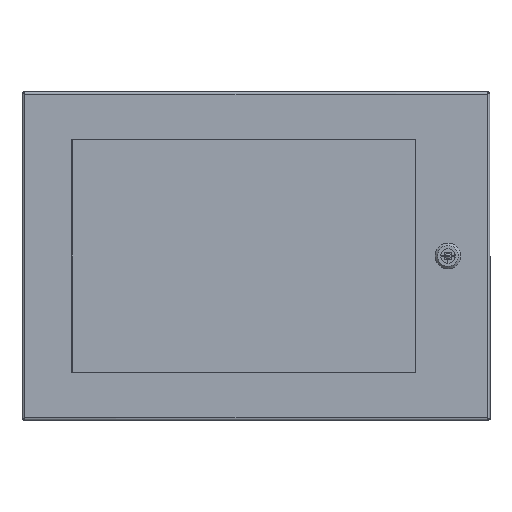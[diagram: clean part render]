
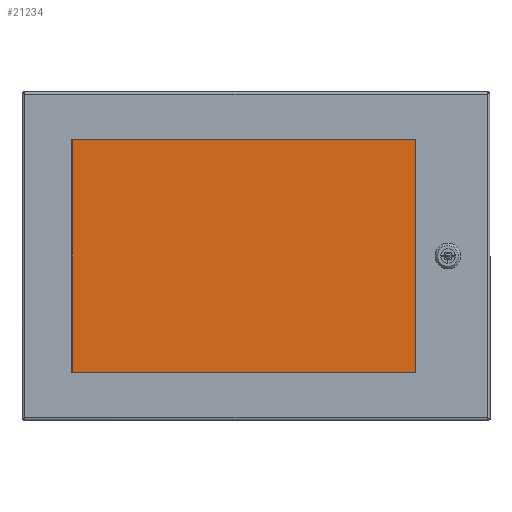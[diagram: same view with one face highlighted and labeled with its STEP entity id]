
A CAD part, front view. The second image highlights one B-rep face of the part: STEP entity #21234.
In plain terms, the highlighted planar face has unit normal (0, -1, 0).
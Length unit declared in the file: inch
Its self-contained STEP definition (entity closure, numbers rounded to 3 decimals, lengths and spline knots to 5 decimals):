
#399 = VERTEX_POINT ( 'NONE', #4104 ) ;
#978 = DIRECTION ( 'NONE',  ( 0., 0., 1. ) ) ;
#2278 = VECTOR ( 'NONE', #12189, 39.37008 ) ;
#2990 = EDGE_CURVE ( 'NONE', #12983, #31203, #10960, .T. ) ;
#3039 = CARTESIAN_POINT ( 'NONE',  ( -7.89925, -2.614, -5. ) ) ;
#3465 = CARTESIAN_POINT ( 'NONE',  ( 7.22575, -2.614, -5.375 ) ) ;
#4104 = CARTESIAN_POINT ( 'NONE',  ( -7.89925, -2.614, 5. ) ) ;
#4684 = ORIENTED_EDGE ( 'NONE', *, *, #2990, .F. ) ;
#5542 = DIRECTION ( 'NONE',  ( -1., 0., 0. ) ) ;
#6197 = VECTOR ( 'NONE', #5542, 39.37008 ) ;
#7615 = CARTESIAN_POINT ( 'NONE',  ( 6.85075, -2.614, 5. ) ) ;
#9376 = ORIENTED_EDGE ( 'NONE', *, *, #16602, .F. ) ;
#10863 = PLANE ( 'NONE',  #30602 ) ;
#10960 = LINE ( 'NONE', #15600, #6197 ) ;
#11190 = DIRECTION ( 'NONE',  ( 0., 0., 1. ) ) ;
#12189 = DIRECTION ( 'NONE',  ( 0., 0., -1. ) ) ;
#12708 = EDGE_LOOP ( 'NONE', ( #9376, #4684, #25217, #21927 ) ) ;
#12983 = VERTEX_POINT ( 'NONE', #17650 ) ;
#14097 = EDGE_CURVE ( 'NONE', #30349, #12983, #17146, .T. ) ;
#15600 = CARTESIAN_POINT ( 'NONE',  ( -7.89925, -2.614, -5. ) ) ;
#16136 = LINE ( 'NONE', #23709, #20200 ) ;
#16602 = EDGE_CURVE ( 'NONE', #31203, #399, #16136, .T. ) ;
#17146 = LINE ( 'NONE', #29973, #2278 ) ;
#17650 = CARTESIAN_POINT ( 'NONE',  ( 6.85075, -2.614, -5. ) ) ;
#18095 = CARTESIAN_POINT ( 'NONE',  ( 6.85075, -2.614, 5. ) ) ;
#18764 = EDGE_CURVE ( 'NONE', #399, #30349, #30585, .T. ) ;
#20200 = VECTOR ( 'NONE', #11190, 39.37008 ) ;
#21234 = ADVANCED_FACE ( 'NONE', ( #23713 ), #10863, .T. ) ;
#21927 = ORIENTED_EDGE ( 'NONE', *, *, #18764, .F. ) ;
#23546 = DIRECTION ( 'NONE',  ( 0., -1., 0. ) ) ;
#23709 = CARTESIAN_POINT ( 'NONE',  ( -7.89925, -2.614, 5. ) ) ;
#23713 = FACE_OUTER_BOUND ( 'NONE', #12708, .T. ) ;
#25217 = ORIENTED_EDGE ( 'NONE', *, *, #14097, .F. ) ;
#26509 = VECTOR ( 'NONE', #28126, 39.37008 ) ;
#28126 = DIRECTION ( 'NONE',  ( 1., 0., 0. ) ) ;
#29973 = CARTESIAN_POINT ( 'NONE',  ( 6.85075, -2.614, -5. ) ) ;
#30349 = VERTEX_POINT ( 'NONE', #7615 ) ;
#30585 = LINE ( 'NONE', #18095, #26509 ) ;
#30602 = AXIS2_PLACEMENT_3D ( 'NONE', #3465, #23546, #978 ) ;
#31203 = VERTEX_POINT ( 'NONE', #3039 ) ;
